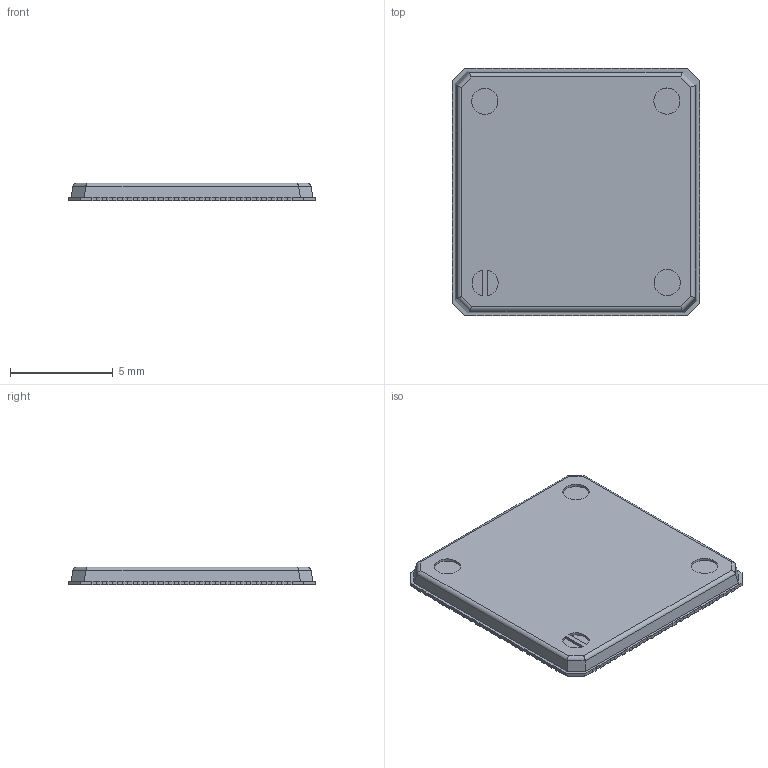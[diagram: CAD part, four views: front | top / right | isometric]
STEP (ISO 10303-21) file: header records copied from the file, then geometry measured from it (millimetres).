
FILE_DESCRIPTION(('FreeCAD Model'),'2;1');
FILE_NAME('Fusion.step','2019-12-14T12:02:13',( 'kicad StepUp'),('ksu MCAD'),'Open CASCADE STEP processor 7.2', 'FreeCAD','Unknown');
FILE_SCHEMA(('AUTOMOTIVE_DESIGN { 1 0 10303 214 1 1 1 1 }'));
Length unit declared in the file: millimetre
Products named in the file (1): Fusion
Bounding box: 12.04 x 12.04 x 0.87 mm (x, y, z)
Volume: 115.7 mm3; surface area: 324.3 mm2
Topology: 1 solids, 1 shells, 949 faces, 2592 edges, 1728 vertices
Faces by surface type: plane 736, cylinder 213
Entity records: 29797 total; most frequent: CARTESIAN_POINT 5318, ORIENTED_EDGE 5184, DIRECTION 4886, EDGE_CURVE 2592, LINE 2166, VECTOR 2166, VERTEX_POINT 1728, AXIS2_PLACEMENT_3D 1360
